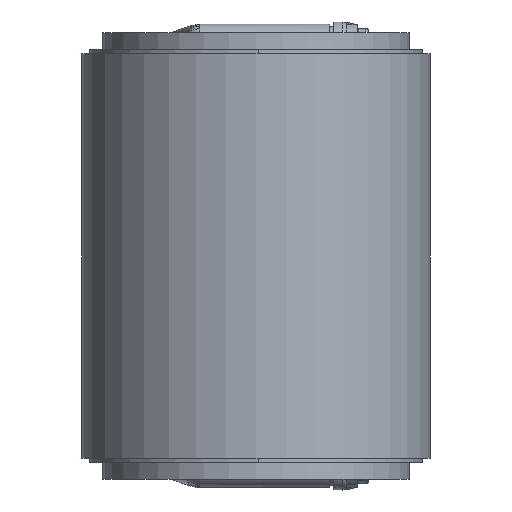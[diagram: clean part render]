
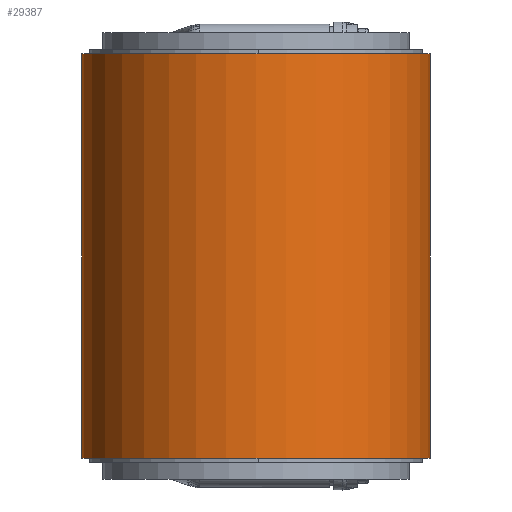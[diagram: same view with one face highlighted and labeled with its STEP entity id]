
A CAD part, front view. The second image highlights one B-rep face of the part: STEP entity #29387.
In plain terms, the highlighted cylindrical face has radius 41 mm (diameter 82 mm), a partial arc.
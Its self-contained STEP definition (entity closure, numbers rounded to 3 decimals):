
#851 = CYLINDRICAL_SURFACE ( 'NONE', #1932, 41. ) ;
#1051 = VERTEX_POINT ( 'NONE', #16826 ) ;
#1303 = VECTOR ( 'NONE', #9208, 1000. ) ;
#1932 = AXIS2_PLACEMENT_3D ( 'NONE', #20101, #14825, #22585 ) ;
#4120 = CARTESIAN_POINT ( 'NONE',  ( -41., 0., 95. ) ) ;
#4288 = ORIENTED_EDGE ( 'NONE', *, *, #16853, .T. ) ;
#4593 = DIRECTION ( 'NONE',  ( 0., 0., -1. ) ) ;
#5047 = CARTESIAN_POINT ( 'NONE',  ( 41., 0., 0. ) ) ;
#8284 = CARTESIAN_POINT ( 'NONE',  ( 0., 0., 0. ) ) ;
#9208 = DIRECTION ( 'NONE',  ( 0., 0., -1. ) ) ;
#10769 = DIRECTION ( 'NONE',  ( 1., 0., 0. ) ) ;
#10782 = CARTESIAN_POINT ( 'NONE',  ( 41., 0., 95. ) ) ;
#11699 = CARTESIAN_POINT ( 'NONE',  ( -41., 0., 95. ) ) ;
#12093 = ORIENTED_EDGE ( 'NONE', *, *, #28609, .F. ) ;
#12822 = DIRECTION ( 'NONE',  ( 0., 0., 1. ) ) ;
#12967 = LINE ( 'NONE', #11699, #1303 ) ;
#14091 = VECTOR ( 'NONE', #4593, 1000. ) ;
#14825 = DIRECTION ( 'NONE',  ( 0., 0., -1. ) ) ;
#15720 = CIRCLE ( 'NONE', #18528, 41. ) ;
#16826 = CARTESIAN_POINT ( 'NONE',  ( -41., 0., 0. ) ) ;
#16853 = EDGE_CURVE ( 'NONE', #26842, #1051, #12967, .T. ) ;
#17028 = VERTEX_POINT ( 'NONE', #5047 ) ;
#18528 = AXIS2_PLACEMENT_3D ( 'NONE', #8284, #25563, #10769 ) ;
#19386 = CARTESIAN_POINT ( 'NONE',  ( 41., 0., 95. ) ) ;
#19559 = CIRCLE ( 'NONE', #24669, 41. ) ;
#20101 = CARTESIAN_POINT ( 'NONE',  ( 0., 0., 95. ) ) ;
#20639 = LINE ( 'NONE', #19386, #14091 ) ;
#22585 = DIRECTION ( 'NONE',  ( -1., 0., 0. ) ) ;
#23035 = EDGE_CURVE ( 'NONE', #26842, #26793, #19559, .T. ) ;
#24669 = AXIS2_PLACEMENT_3D ( 'NONE', #27632, #12822, #30107 ) ;
#25321 = EDGE_CURVE ( 'NONE', #1051, #17028, #15720, .T. ) ;
#25563 = DIRECTION ( 'NONE',  ( 0., 0., 1. ) ) ;
#26508 = EDGE_LOOP ( 'NONE', ( #12093, #27636, #4288, #30069 ) ) ;
#26793 = VERTEX_POINT ( 'NONE', #10782 ) ;
#26842 = VERTEX_POINT ( 'NONE', #4120 ) ;
#27183 = FACE_OUTER_BOUND ( 'NONE', #26508, .T. ) ;
#27632 = CARTESIAN_POINT ( 'NONE',  ( 0., 0., 95. ) ) ;
#27636 = ORIENTED_EDGE ( 'NONE', *, *, #23035, .F. ) ;
#28609 = EDGE_CURVE ( 'NONE', #26793, #17028, #20639, .T. ) ;
#29387 = ADVANCED_FACE ( 'NONE', ( #27183 ), #851, .T. ) ;
#30069 = ORIENTED_EDGE ( 'NONE', *, *, #25321, .T. ) ;
#30107 = DIRECTION ( 'NONE',  ( 1., 0., 0. ) ) ;
